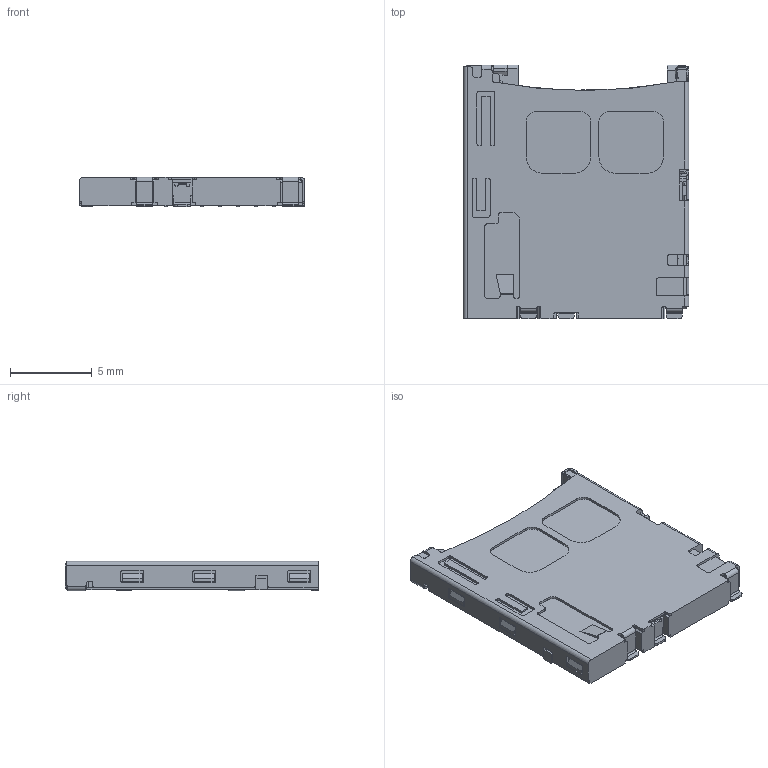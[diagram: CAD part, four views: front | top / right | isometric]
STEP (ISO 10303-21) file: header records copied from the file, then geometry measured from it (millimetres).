
FILE_DESCRIPTION((''),'2;1');
FILE_NAME('MOLEX_502570-0893.stp','2015-01-19T11:10:20',(''),(''),'Mechanical Desktop 2011','Mechanical Desktop 2011',', , ');
FILE_SCHEMA(('AUTOMOTIVE_DESIGN { 1 2 10303 214 1 1 1 1 }'));
Length unit declared in the file: millimetre
Products named in the file (1): Product
Bounding box: 13.8 x 15.5 x 1.8 mm (x, y, z)
Volume: 314.5 mm3; surface area: 590.7 mm2
Topology: 1 solids, 6 shells, 956 faces, 2637 edges, 1717 vertices
Faces by surface type: plane 677, cylinder 239, cone 40
Entity records: 30207 total; most frequent: CARTESIAN_POINT 5320, ORIENTED_EDGE 5274, DIRECTION 5088, EDGE_CURVE 2637, VECTOR 2092, LINE 2092, VERTEX_POINT 1717, AXIS2_PLACEMENT_3D 1498
